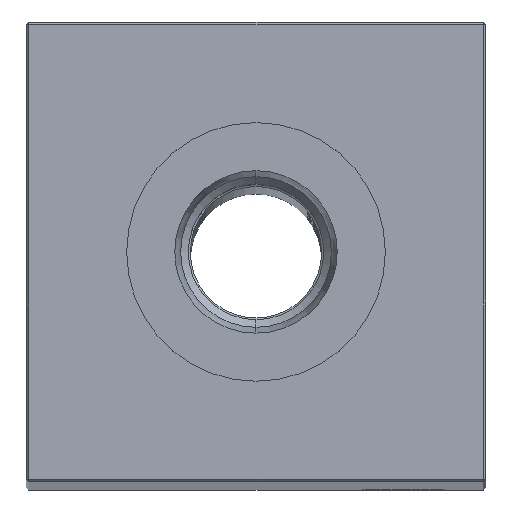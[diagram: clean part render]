
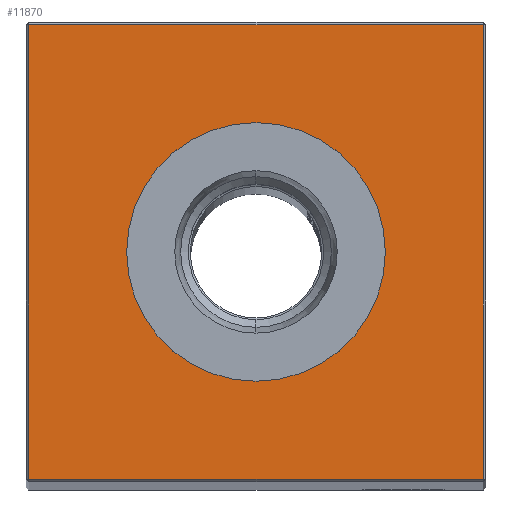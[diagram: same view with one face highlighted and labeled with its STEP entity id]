
A CAD part, top view. The second image highlights one B-rep face of the part: STEP entity #11870.
In plain terms, the highlighted planar face has unit normal (0, 0, 1).
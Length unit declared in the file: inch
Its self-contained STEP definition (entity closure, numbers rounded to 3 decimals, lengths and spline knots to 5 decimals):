
#124 = VERTEX_POINT ( 'NONE', #10952 ) ;
#384 = VECTOR ( 'NONE', #22748, 39.37008 ) ;
#1141 = CARTESIAN_POINT ( 'NONE',  ( 0.865, 0.865, 17.75 ) ) ;
#1567 = EDGE_CURVE ( 'NONE', #20922, #3335, #26314, .T. ) ;
#2598 = DIRECTION ( 'NONE',  ( -1., 0., 0. ) ) ;
#3335 = VERTEX_POINT ( 'NONE', #5245 ) ;
#4791 = CIRCLE ( 'NONE', #11095, 0.49213 ) ;
#5245 = CARTESIAN_POINT ( 'NONE',  ( 0.865, -0.865, 17.75 ) ) ;
#5436 = DIRECTION ( 'NONE',  ( -1., 0., 0. ) ) ;
#5602 = CARTESIAN_POINT ( 'NONE',  ( 0., 0.865, 17.75 ) ) ;
#6532 = VERTEX_POINT ( 'NONE', #6715 ) ;
#6715 = CARTESIAN_POINT ( 'NONE',  ( 0., -0.49213, 17.75 ) ) ;
#6808 = EDGE_CURVE ( 'NONE', #124, #6532, #4791, .T. ) ;
#7650 = FACE_BOUND ( 'NONE', #11504, .T. ) ;
#7714 = LINE ( 'NONE', #5602, #384 ) ;
#8703 = VECTOR ( 'NONE', #12717, 39.37008 ) ;
#9859 = VECTOR ( 'NONE', #22236, 39.37008 ) ;
#10031 = CIRCLE ( 'NONE', #24813, 0.49213 ) ;
#10238 = DIRECTION ( 'NONE',  ( 0., 0., -1. ) ) ;
#10952 = CARTESIAN_POINT ( 'NONE',  ( 0., 0.49213, 17.75 ) ) ;
#11095 = AXIS2_PLACEMENT_3D ( 'NONE', #24687, #10238, #5436 ) ;
#11421 = AXIS2_PLACEMENT_3D ( 'NONE', #20862, #12320, #20720 ) ;
#11504 = EDGE_LOOP ( 'NONE', ( #13226, #20179 ) ) ;
#11870 = ADVANCED_FACE ( 'NONE', ( #26893, #7650 ), #16241, .F. ) ;
#12320 = DIRECTION ( 'NONE',  ( 0., 0., -1. ) ) ;
#12717 = DIRECTION ( 'NONE',  ( 0., -1., 0. ) ) ;
#12850 = LINE ( 'NONE', #23371, #8703 ) ;
#13226 = ORIENTED_EDGE ( 'NONE', *, *, #6808, .T. ) ;
#13806 = EDGE_CURVE ( 'NONE', #24568, #14763, #7714, .T. ) ;
#14763 = VERTEX_POINT ( 'NONE', #21852 ) ;
#15835 = CARTESIAN_POINT ( 'NONE',  ( 0., 0., 17.75 ) ) ;
#16241 = PLANE ( 'NONE',  #11421 ) ;
#18249 = LINE ( 'NONE', #26810, #26096 ) ;
#18579 = ORIENTED_EDGE ( 'NONE', *, *, #26945, .T. ) ;
#19216 = EDGE_LOOP ( 'NONE', ( #20877, #25100, #18579, #23624 ) ) ;
#20179 = ORIENTED_EDGE ( 'NONE', *, *, #24150, .T. ) ;
#20720 = DIRECTION ( 'NONE',  ( -1., 0., 0. ) ) ;
#20862 = CARTESIAN_POINT ( 'NONE',  ( 0., 0., 17.75 ) ) ;
#20877 = ORIENTED_EDGE ( 'NONE', *, *, #25657, .T. ) ;
#20922 = VERTEX_POINT ( 'NONE', #22585 ) ;
#21682 = CARTESIAN_POINT ( 'NONE',  ( 0., -0.865, 17.75 ) ) ;
#21852 = CARTESIAN_POINT ( 'NONE',  ( -0.865, 0.865, 17.75 ) ) ;
#22236 = DIRECTION ( 'NONE',  ( 1., 0., 0. ) ) ;
#22267 = DIRECTION ( 'NONE',  ( 0., 0., -1. ) ) ;
#22585 = CARTESIAN_POINT ( 'NONE',  ( -0.865, -0.865, 17.75 ) ) ;
#22741 = DIRECTION ( 'NONE',  ( 0., 1., 0. ) ) ;
#22748 = DIRECTION ( 'NONE',  ( -1., 0., 0. ) ) ;
#23371 = CARTESIAN_POINT ( 'NONE',  ( -0.865, 0., 17.75 ) ) ;
#23624 = ORIENTED_EDGE ( 'NONE', *, *, #13806, .T. ) ;
#24150 = EDGE_CURVE ( 'NONE', #6532, #124, #10031, .T. ) ;
#24568 = VERTEX_POINT ( 'NONE', #1141 ) ;
#24687 = CARTESIAN_POINT ( 'NONE',  ( 0., 0., 17.75 ) ) ;
#24813 = AXIS2_PLACEMENT_3D ( 'NONE', #15835, #22267, #2598 ) ;
#25100 = ORIENTED_EDGE ( 'NONE', *, *, #1567, .T. ) ;
#25657 = EDGE_CURVE ( 'NONE', #14763, #20922, #12850, .T. ) ;
#26096 = VECTOR ( 'NONE', #22741, 39.37008 ) ;
#26314 = LINE ( 'NONE', #21682, #9859 ) ;
#26810 = CARTESIAN_POINT ( 'NONE',  ( 0.865, 0., 17.75 ) ) ;
#26893 = FACE_OUTER_BOUND ( 'NONE', #19216, .T. ) ;
#26945 = EDGE_CURVE ( 'NONE', #3335, #24568, #18249, .T. ) ;
